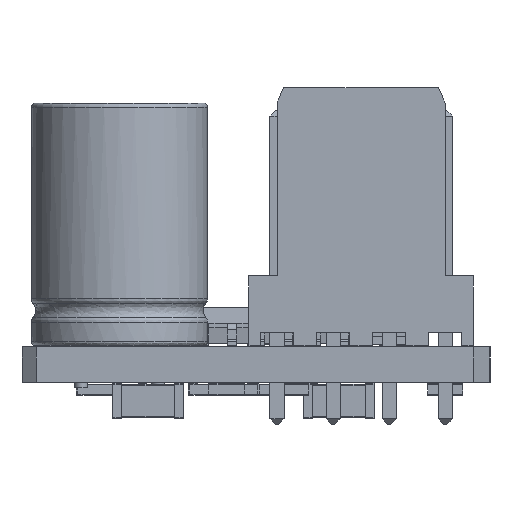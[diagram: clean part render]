
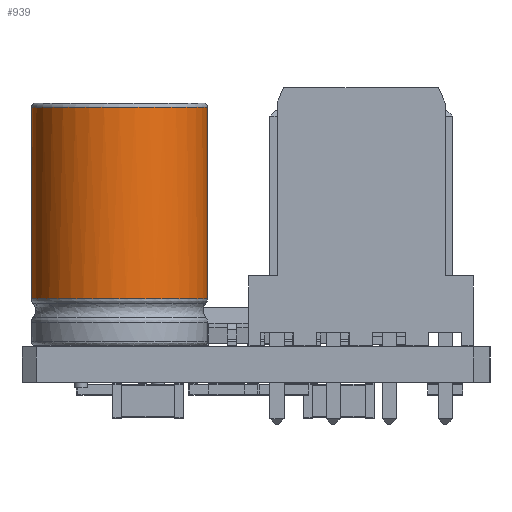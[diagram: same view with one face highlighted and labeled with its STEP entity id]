
A CAD part, left-side view. The second image highlights one B-rep face of the part: STEP entity #939.
In plain terms, the highlighted cylindrical face has radius 4 mm (diameter 8 mm), a full revolution.
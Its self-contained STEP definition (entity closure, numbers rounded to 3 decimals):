
#803 = ( BOUNDED_SURFACE() B_SPLINE_SURFACE(2,13,(
    (#804,#805,#806,#807,#808,#809,#810,#811,#812,#813,#814,#815,#816
      ,#817)
    ,(#818,#819,#820,#821,#822,#823,#824,#825,#826,#827,#828,#829,#830
      ,#831)
    ,(#832,#833,#834,#835,#836,#837,#838,#839,#840,#841,#842,#843,#844
,#845
    )),.UNSPECIFIED.,.F.,.T.,.F.) B_SPLINE_SURFACE_WITH_KNOTS((3,3),(1,
    13,13,1),(0.,25.133),(-25.133,0.,
    25.133,50.265),.UNSPECIFIED.) 
GEOMETRIC_REPRESENTATION_ITEM() RATIONAL_B_SPLINE_SURFACE((
    (1.,1.,1.,1.,1.,1.
      ,1.,1.,1.,1.
      ,1.,1.,1.,1.)
    ,(0.931,0.931,0.931,0.931
      ,0.931,0.931,0.931,0.931
      ,0.931,0.931,0.931,0.931
      ,0.931,0.931)
    ,(1.,1.,1.,1.,1.,1.
      ,1.,1.,1.,1.
,1.,1.,1.,1.
  ))) REPRESENTATION_ITEM('') SURFACE() );
#804 = CARTESIAN_POINT('',(5.67,0.,
    1.931));
#805 = CARTESIAN_POINT('',(5.67,-1.867,1.931
    ));
#806 = CARTESIAN_POINT('',(4.705,-3.777,1.931
    ));
#807 = CARTESIAN_POINT('',(2.719,-5.143,1.931)
  );
#808 = CARTESIAN_POINT('',(-0.014,-5.353,
    1.931));
#809 = CARTESIAN_POINT('',(-2.374,-3.897,1.931
    ));
#810 = CARTESIAN_POINT('',(-4.106,-1.772,
    1.931));
#811 = CARTESIAN_POINT('',(-4.106,1.772,1.931
    ));
#812 = CARTESIAN_POINT('',(-2.374,3.897,1.931
    ));
#813 = CARTESIAN_POINT('',(-0.014,5.353,
    1.931));
#814 = CARTESIAN_POINT('',(2.719,5.143,1.931)
  );
#815 = CARTESIAN_POINT('',(4.705,3.777,1.931)
  );
#816 = CARTESIAN_POINT('',(5.67,1.867,1.931)
  );
#817 = CARTESIAN_POINT('',(5.67,0.,
    1.931));
#818 = CARTESIAN_POINT('',(5.75,0.,2.017));
#819 = CARTESIAN_POINT('',(5.75,-1.905,2.017
    ));
#820 = CARTESIAN_POINT('',(4.765,-3.855,2.017
    ));
#821 = CARTESIAN_POINT('',(2.739,-5.248,2.017
    ));
#822 = CARTESIAN_POINT('',(-0.05,-5.462,
    2.017));
#823 = CARTESIAN_POINT('',(-2.459,-3.977,
    2.017));
#824 = CARTESIAN_POINT('',(-4.226,-1.808,
    2.017));
#825 = CARTESIAN_POINT('',(-4.226,1.808,2.017)
  );
#826 = CARTESIAN_POINT('',(-2.459,3.977,2.017
    ));
#827 = CARTESIAN_POINT('',(-0.05,5.462,
    2.017));
#828 = CARTESIAN_POINT('',(2.739,5.248,2.017)
  );
#829 = CARTESIAN_POINT('',(4.765,3.855,2.017)
  );
#830 = CARTESIAN_POINT('',(5.75,1.905,2.017)
  );
#831 = CARTESIAN_POINT('',(5.75,0.,2.017));
#832 = CARTESIAN_POINT('',(5.75,0.,2.135));
#833 = CARTESIAN_POINT('',(5.75,-1.905,2.135
    ));
#834 = CARTESIAN_POINT('',(4.765,-3.855,2.135
    ));
#835 = CARTESIAN_POINT('',(2.739,-5.248,2.135)
  );
#836 = CARTESIAN_POINT('',(-0.05,-5.462,
    2.135));
#837 = CARTESIAN_POINT('',(-2.459,-3.977,
    2.135));
#838 = CARTESIAN_POINT('',(-4.226,-1.808,
    2.135));
#839 = CARTESIAN_POINT('',(-4.226,1.808,2.135
    ));
#840 = CARTESIAN_POINT('',(-2.459,3.977,2.135
    ));
#841 = CARTESIAN_POINT('',(-0.05,5.462,
    2.135));
#842 = CARTESIAN_POINT('',(2.739,5.248,2.135)
  );
#843 = CARTESIAN_POINT('',(4.765,3.855,2.135)
  );
#844 = CARTESIAN_POINT('',(5.75,1.905,2.135));
#845 = CARTESIAN_POINT('',(5.75,0.,2.135));
#857 = VERTEX_POINT('',#858);
#858 = CARTESIAN_POINT('',(5.75,0.,2.135));
#879 = EDGE_CURVE('',#857,#857,#880,.T.);
#880 = SURFACE_CURVE('',#881,(#896,#903),.PCURVE_S1.);
#881 = ( BOUNDED_CURVE() B_SPLINE_CURVE(13,(#882,#883,#884,#885,#886,
    #887,#888,#889,#890,#891,#892,#893,#894,#895),.UNSPECIFIED.,.T.,.F.)
 B_SPLINE_CURVE_WITH_KNOTS((1,13,13,1),(-25.133,
    0.,25.133,50.265),.UNSPECIFIED.) 
CURVE() GEOMETRIC_REPRESENTATION_ITEM() RATIONAL_B_SPLINE_CURVE((1.,1.,
    1.,1.,1.,1.,
    1.,1.,1.,1.,
1.,1.,1.,1.)) REPRESENTATION_ITEM('') );
#882 = CARTESIAN_POINT('',(5.75,0.,2.135));
#883 = CARTESIAN_POINT('',(5.75,-1.905,2.135
    ));
#884 = CARTESIAN_POINT('',(4.765,-3.855,2.135
    ));
#885 = CARTESIAN_POINT('',(2.739,-5.248,2.135)
  );
#886 = CARTESIAN_POINT('',(-0.05,-5.462,
    2.135));
#887 = CARTESIAN_POINT('',(-2.459,-3.977,
    2.135));
#888 = CARTESIAN_POINT('',(-4.226,-1.808,
    2.135));
#889 = CARTESIAN_POINT('',(-4.226,1.808,2.135
    ));
#890 = CARTESIAN_POINT('',(-2.459,3.977,2.135
    ));
#891 = CARTESIAN_POINT('',(-0.05,5.462,
    2.135));
#892 = CARTESIAN_POINT('',(2.739,5.248,2.135)
  );
#893 = CARTESIAN_POINT('',(4.765,3.855,2.135)
  );
#894 = CARTESIAN_POINT('',(5.75,1.905,2.135));
#895 = CARTESIAN_POINT('',(5.75,0.,2.135));
#896 = PCURVE('',#803,#897);
#897 = DEFINITIONAL_REPRESENTATION('',(#898),#902);
#898 = LINE('',#899,#900);
#899 = CARTESIAN_POINT('',(25.133,0.));
#900 = VECTOR('',#901,1.);
#901 = DIRECTION('',(0.,1.));
#902 = ( GEOMETRIC_REPRESENTATION_CONTEXT(2) 
PARAMETRIC_REPRESENTATION_CONTEXT() REPRESENTATION_CONTEXT('2D SPACE',''
  ) );
#903 = PCURVE('',#904,#909);
#904 = CYLINDRICAL_SURFACE('',#905,4.);
#905 = AXIS2_PLACEMENT_3D('',#906,#907,#908);
#906 = CARTESIAN_POINT('',(1.75,0.,2.));
#907 = DIRECTION('',(0.,0.,1.));
#908 = DIRECTION('',(1.,0.,0.));
#909 = DEFINITIONAL_REPRESENTATION('',(#910),#936);
#910 = B_SPLINE_CURVE_WITH_KNOTS('',3,(#911,#912,#913,#914,#915,#916,
    #917,#918,#919,#920,#921,#922,#923,#924,#925,#926,#927,#928,#929,
    #930,#931,#932,#933,#934,#935),.UNSPECIFIED.,.F.,.F.,(4,1,1,1,1,1,1,
    1,1,1,1,1,1,1,1,1,1,1,1,1,1,1,4),(0.,1.142,
    2.285,3.427,4.57,5.712,
    6.854,7.997,9.139,10.282,
    11.424,12.566,13.709,14.851,
    15.994,17.136,18.278,19.421,
    20.563,21.706,22.848,23.99,
    25.133),.QUASI_UNIFORM_KNOTS.);
#911 = CARTESIAN_POINT('',(6.283,0.135));
#912 = CARTESIAN_POINT('',(6.189,0.135));
#913 = CARTESIAN_POINT('',(6.001,0.135));
#914 = CARTESIAN_POINT('',(5.715,0.135));
#915 = CARTESIAN_POINT('',(5.429,0.135));
#916 = CARTESIAN_POINT('',(5.143,0.135));
#917 = CARTESIAN_POINT('',(4.856,0.135));
#918 = CARTESIAN_POINT('',(4.57,0.135));
#919 = CARTESIAN_POINT('',(4.284,0.135));
#920 = CARTESIAN_POINT('',(3.998,0.135));
#921 = CARTESIAN_POINT('',(3.713,0.135));
#922 = CARTESIAN_POINT('',(3.427,0.135));
#923 = CARTESIAN_POINT('',(3.142,0.135));
#924 = CARTESIAN_POINT('',(2.856,0.135));
#925 = CARTESIAN_POINT('',(2.57,0.135));
#926 = CARTESIAN_POINT('',(2.285,0.135));
#927 = CARTESIAN_POINT('',(1.999,0.135));
#928 = CARTESIAN_POINT('',(1.713,0.135));
#929 = CARTESIAN_POINT('',(1.427,0.135));
#930 = CARTESIAN_POINT('',(1.141,0.135));
#931 = CARTESIAN_POINT('',(0.854,0.135));
#932 = CARTESIAN_POINT('',(0.568,0.135));
#933 = CARTESIAN_POINT('',(0.283,0.135));
#934 = CARTESIAN_POINT('',(0.094,0.135));
#935 = CARTESIAN_POINT('',(0.,0.135));
#936 = ( GEOMETRIC_REPRESENTATION_CONTEXT(2) 
PARAMETRIC_REPRESENTATION_CONTEXT() REPRESENTATION_CONTEXT('2D SPACE',''
  ) );
#939 = ADVANCED_FACE('',(#940),#904,.T.);
#940 = FACE_BOUND('',#941,.T.);
#941 = EDGE_LOOP('',(#942,#971,#992,#993));
#942 = ORIENTED_EDGE('',*,*,#943,.T.);
#943 = EDGE_CURVE('',#944,#944,#946,.T.);
#944 = VERTEX_POINT('',#945);
#945 = CARTESIAN_POINT('',(5.75,0.,10.8));
#946 = SURFACE_CURVE('',#947,(#952,#959),.PCURVE_S1.);
#947 = CIRCLE('',#948,4.);
#948 = AXIS2_PLACEMENT_3D('',#949,#950,#951);
#949 = CARTESIAN_POINT('',(1.75,0.,10.8));
#950 = DIRECTION('',(0.,-0.,-1.));
#951 = DIRECTION('',(1.,0.,0.));
#952 = PCURVE('',#904,#953);
#953 = DEFINITIONAL_REPRESENTATION('',(#954),#958);
#954 = LINE('',#955,#956);
#955 = CARTESIAN_POINT('',(6.283,8.8));
#956 = VECTOR('',#957,1.);
#957 = DIRECTION('',(-1.,0.));
#958 = ( GEOMETRIC_REPRESENTATION_CONTEXT(2) 
PARAMETRIC_REPRESENTATION_CONTEXT() REPRESENTATION_CONTEXT('2D SPACE',''
  ) );
#959 = PCURVE('',#960,#965);
#960 = TOROIDAL_SURFACE('',#961,3.8,0.2);
#961 = AXIS2_PLACEMENT_3D('',#962,#963,#964);
#962 = CARTESIAN_POINT('',(1.75,0.,10.8));
#963 = DIRECTION('',(0.,0.,1.));
#964 = DIRECTION('',(1.,0.,0.));
#965 = DEFINITIONAL_REPRESENTATION('',(#966),#970);
#966 = LINE('',#967,#968);
#967 = CARTESIAN_POINT('',(6.283,0.));
#968 = VECTOR('',#969,1.);
#969 = DIRECTION('',(-1.,0.));
#970 = ( GEOMETRIC_REPRESENTATION_CONTEXT(2) 
PARAMETRIC_REPRESENTATION_CONTEXT() REPRESENTATION_CONTEXT('2D SPACE',''
  ) );
#971 = ORIENTED_EDGE('',*,*,#972,.F.);
#972 = EDGE_CURVE('',#857,#944,#973,.T.);
#973 = SEAM_CURVE('',#974,(#978,#985),.PCURVE_S1.);
#974 = LINE('',#975,#976);
#975 = CARTESIAN_POINT('',(5.75,0.,2.));
#976 = VECTOR('',#977,1.);
#977 = DIRECTION('',(0.,0.,1.));
#978 = PCURVE('',#904,#979);
#979 = DEFINITIONAL_REPRESENTATION('',(#980),#984);
#980 = LINE('',#981,#982);
#981 = CARTESIAN_POINT('',(0.,0.));
#982 = VECTOR('',#983,1.);
#983 = DIRECTION('',(0.,1.));
#984 = ( GEOMETRIC_REPRESENTATION_CONTEXT(2) 
PARAMETRIC_REPRESENTATION_CONTEXT() REPRESENTATION_CONTEXT('2D SPACE',''
  ) );
#985 = PCURVE('',#904,#986);
#986 = DEFINITIONAL_REPRESENTATION('',(#987),#991);
#987 = LINE('',#988,#989);
#988 = CARTESIAN_POINT('',(6.283,0.));
#989 = VECTOR('',#990,1.);
#990 = DIRECTION('',(0.,1.));
#991 = ( GEOMETRIC_REPRESENTATION_CONTEXT(2) 
PARAMETRIC_REPRESENTATION_CONTEXT() REPRESENTATION_CONTEXT('2D SPACE',''
  ) );
#992 = ORIENTED_EDGE('',*,*,#879,.F.);
#993 = ORIENTED_EDGE('',*,*,#972,.T.);
